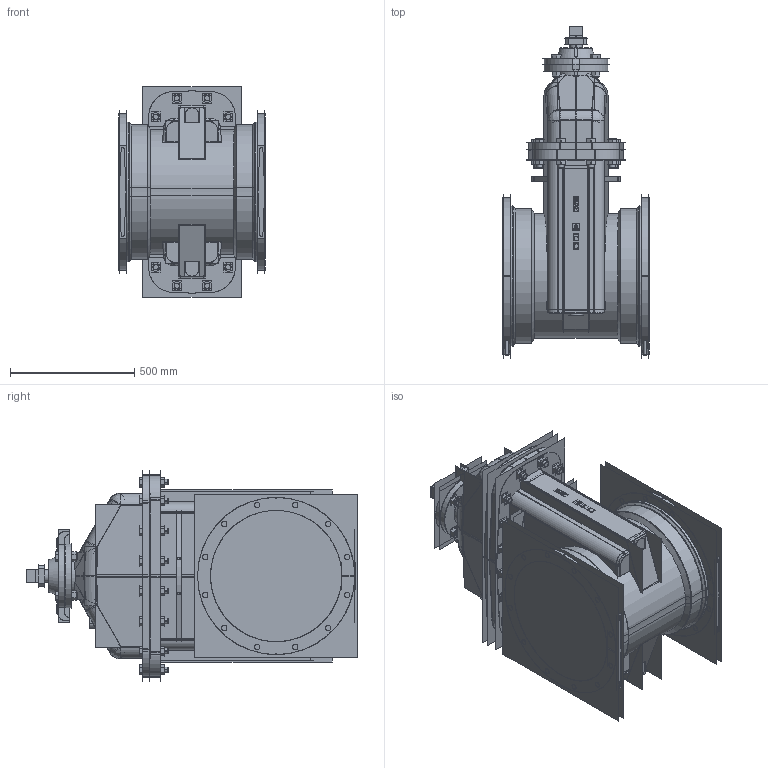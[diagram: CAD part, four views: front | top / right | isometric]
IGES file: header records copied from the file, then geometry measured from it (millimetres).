
Start section:  PTC IGES file: 18 nrs mm assy website.igs
Global section: file name: 18 nrs mm assy website.igs; native system: Pro/ENGINEER by Parametric Technology Corporation; preprocessor: 2010280; author: smm2; organization: Unknown; date: 20150630.103743; units: inch
Bounding box: 587.29 x 1333.78 x 845.31 mm (x, y, z)
Surface area: 12388508.3 mm2 (no closed solid volume)
Topology: 0 solids, 0 shells, 2166 faces, 29613 edges, 38554 vertices
Faces by surface type: bspline 1392, revolution 774
